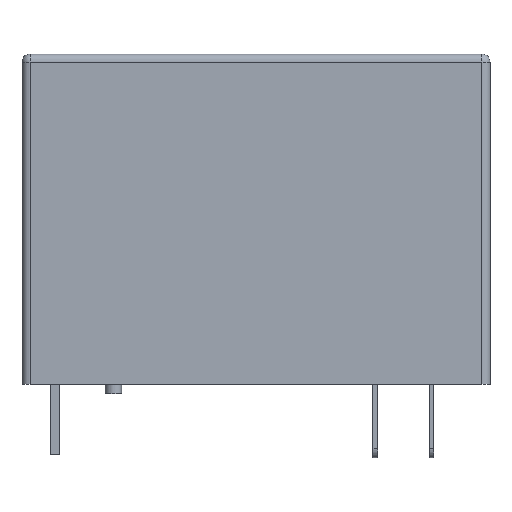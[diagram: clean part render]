
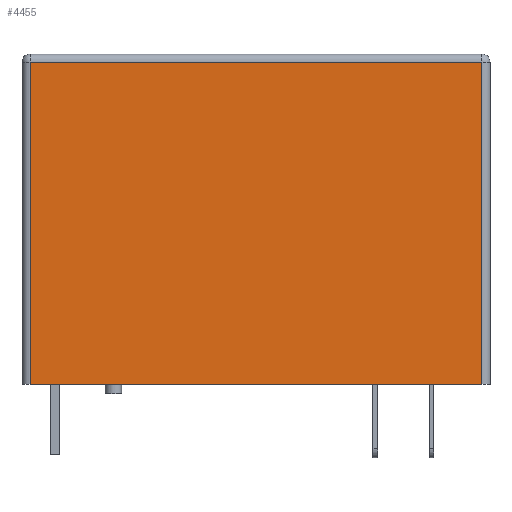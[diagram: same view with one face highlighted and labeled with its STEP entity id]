
A CAD part, front view. The second image highlights one B-rep face of the part: STEP entity #4455.
In plain terms, the highlighted planar face has unit normal (0, -1, 0).
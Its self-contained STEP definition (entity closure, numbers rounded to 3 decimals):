
#520 = VERTEX_POINT ( 'NONE', #1171 ) ;
#590 = VERTEX_POINT ( 'NONE', #6228 ) ;
#691 = CARTESIAN_POINT ( 'NONE',  ( 14.6, -6.4, 0. ) ) ;
#1127 = DIRECTION ( 'NONE',  ( 0., 0., 1. ) ) ;
#1171 = CARTESIAN_POINT ( 'NONE',  ( -14.1, -6.4, 20.1 ) ) ;
#1356 = LINE ( 'NONE', #6101, #6534 ) ;
#2171 = DIRECTION ( 'NONE',  ( 0., 1., 0. ) ) ;
#2950 = LINE ( 'NONE', #691, #3756 ) ;
#3756 = VECTOR ( 'NONE', #8915, 1000. ) ;
#4351 = VECTOR ( 'NONE', #9748, 1000. ) ;
#4415 = FACE_OUTER_BOUND ( 'NONE', #6767, .T. ) ;
#4455 = ADVANCED_FACE ( 'NONE', ( #4415 ), #11708, .F. ) ;
#4541 = CARTESIAN_POINT ( 'NONE',  ( 14.1, -6.4, 20.1 ) ) ;
#4641 = ORIENTED_EDGE ( 'NONE', *, *, #9068, .T. ) ;
#4716 = DIRECTION ( 'NONE',  ( -1., 0., 0. ) ) ;
#4739 = EDGE_CURVE ( 'NONE', #520, #590, #7267, .T. ) ;
#6033 = VECTOR ( 'NONE', #4716, 1000. ) ;
#6101 = CARTESIAN_POINT ( 'NONE',  ( 14.1, -6.4, 20.6 ) ) ;
#6228 = CARTESIAN_POINT ( 'NONE',  ( -14.1, -6.4, 0. ) ) ;
#6534 = VECTOR ( 'NONE', #1127, 1000. ) ;
#6680 = VERTEX_POINT ( 'NONE', #4541 ) ;
#6767 = EDGE_LOOP ( 'NONE', ( #10547, #13351, #4641, #9035 ) ) ;
#7147 = LINE ( 'NONE', #10478, #6033 ) ;
#7267 = LINE ( 'NONE', #8258, #4351 ) ;
#7985 = CARTESIAN_POINT ( 'NONE',  ( 14.6, -6.4, 20.6 ) ) ;
#8129 = EDGE_CURVE ( 'NONE', #590, #11799, #2950, .T. ) ;
#8258 = CARTESIAN_POINT ( 'NONE',  ( -14.1, -6.4, 20.6 ) ) ;
#8915 = DIRECTION ( 'NONE',  ( 1., 0., 0. ) ) ;
#9035 = ORIENTED_EDGE ( 'NONE', *, *, #4739, .T. ) ;
#9068 = EDGE_CURVE ( 'NONE', #6680, #520, #7147, .T. ) ;
#9748 = DIRECTION ( 'NONE',  ( 0., 0., -1. ) ) ;
#10478 = CARTESIAN_POINT ( 'NONE',  ( -14.6, -6.4, 20.1 ) ) ;
#10547 = ORIENTED_EDGE ( 'NONE', *, *, #8129, .T. ) ;
#10599 = EDGE_CURVE ( 'NONE', #11799, #6680, #1356, .T. ) ;
#11708 = PLANE ( 'NONE',  #13798 ) ;
#11799 = VERTEX_POINT ( 'NONE', #14570 ) ;
#12738 = DIRECTION ( 'NONE',  ( 0., 0., -1. ) ) ;
#13351 = ORIENTED_EDGE ( 'NONE', *, *, #10599, .T. ) ;
#13798 = AXIS2_PLACEMENT_3D ( 'NONE', #7985, #2171, #12738 ) ;
#14570 = CARTESIAN_POINT ( 'NONE',  ( 14.1, -6.4, 0. ) ) ;
